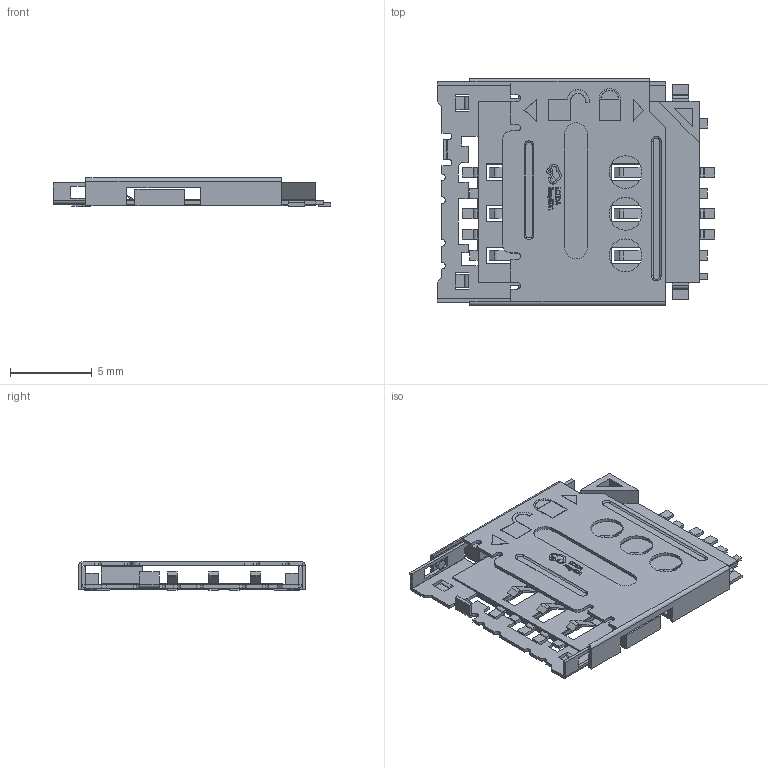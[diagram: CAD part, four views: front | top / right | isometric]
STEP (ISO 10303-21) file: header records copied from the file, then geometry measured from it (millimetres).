
FILE_DESCRIPTION (( 'STEP AP214' ), '1' );
FILE_NAME ('SIM-SMD_788000001.step', '2022-07-12T15:20:31', ( '' ), ( '' ), 'SwSTEP 2.0', 'SolidWorks 2020', '' );
FILE_SCHEMA (( 'AUTOMOTIVE_DESIGN' ));
Length unit declared in the file: millimetre
Products named in the file (1): SIM-SMD_788000001
Bounding box: 16.96 x 13.85 x 1.72 mm (x, y, z)
Volume: 103.2 mm3; surface area: 1351.2 mm2
Topology: 13 solids, 13 shells, 869 faces, 2401 edges, 1587 vertices
Faces by surface type: plane 631, cylinder 122, bspline 112, torus 4
Entity records: 38290 total; most frequent: CARTESIAN_POINT 6962, ORIENTED_EDGE 4802, DIRECTION 3941, EDGE_CURVE 2401, LINE 1921, VECTOR 1921, VERTEX_POINT 1587, AXIS2_PLACEMENT_3D 1010
